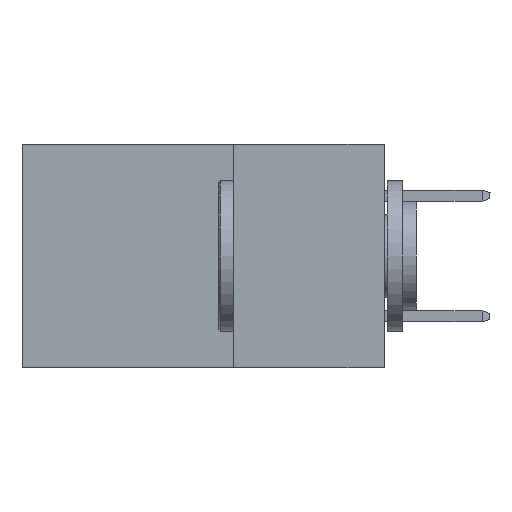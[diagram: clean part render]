
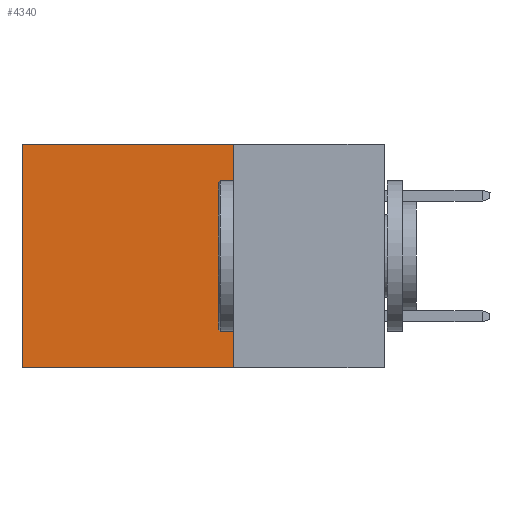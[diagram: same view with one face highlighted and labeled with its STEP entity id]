
A CAD part, left-side view. The second image highlights one B-rep face of the part: STEP entity #4340.
In plain terms, the highlighted planar face has unit normal (-1, 0, 0).
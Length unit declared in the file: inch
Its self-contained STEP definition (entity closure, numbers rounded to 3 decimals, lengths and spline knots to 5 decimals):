
#113 = CARTESIAN_POINT ( 'NONE',  ( 0.298, 0.6, 0. ) ) ;
#515 = DIRECTION ( 'NONE',  ( 0., 0., -1. ) ) ;
#767 = CARTESIAN_POINT ( 'NONE',  ( 0.298, 0.25, 0. ) ) ;
#1074 = ORIENTED_EDGE ( 'NONE', *, *, #8595, .F. ) ;
#2559 = VERTEX_POINT ( 'NONE', #4372 ) ;
#2643 = DIRECTION ( 'NONE',  ( 0., 1., 0. ) ) ;
#3112 = ORIENTED_EDGE ( 'NONE', *, *, #3782, .T. ) ;
#3782 = EDGE_CURVE ( 'NONE', #8415, #2559, #8613, .T. ) ;
#3843 = VERTEX_POINT ( 'NONE', #7134 ) ;
#4072 = VERTEX_POINT ( 'NONE', #6349 ) ;
#4340 = ADVANCED_FACE ( 'NONE', ( #4790 ), #10404, .F. ) ;
#4372 = CARTESIAN_POINT ( 'NONE',  ( 0.298, 0.6, -0.37 ) ) ;
#4790 = FACE_OUTER_BOUND ( 'NONE', #10566, .T. ) ;
#4932 = VECTOR ( 'NONE', #10739, 39.37008 ) ;
#4970 = CARTESIAN_POINT ( 'NONE',  ( 0.298, 0.25, -0.37 ) ) ;
#5102 = LINE ( 'NONE', #9255, #9056 ) ;
#5405 = LINE ( 'NONE', #4970, #9497 ) ;
#6225 = CARTESIAN_POINT ( 'NONE',  ( 0.298, 0.25, 0. ) ) ;
#6349 = CARTESIAN_POINT ( 'NONE',  ( 0.298, 0.25, 0. ) ) ;
#6469 = EDGE_CURVE ( 'NONE', #4072, #8415, #11009, .T. ) ;
#6477 = AXIS2_PLACEMENT_3D ( 'NONE', #767, #8670, #9971 ) ;
#7134 = CARTESIAN_POINT ( 'NONE',  ( 0.298, 0.25, -0.37 ) ) ;
#7513 = EDGE_CURVE ( 'NONE', #3843, #2559, #5405, .T. ) ;
#8312 = ORIENTED_EDGE ( 'NONE', *, *, #7513, .F. ) ;
#8415 = VERTEX_POINT ( 'NONE', #113 ) ;
#8433 = DIRECTION ( 'NONE',  ( 0., 1., 0. ) ) ;
#8595 = EDGE_CURVE ( 'NONE', #4072, #3843, #5102, .T. ) ;
#8613 = LINE ( 'NONE', #8726, #4932 ) ;
#8670 = DIRECTION ( 'NONE',  ( 1., 0., 0. ) ) ;
#8726 = CARTESIAN_POINT ( 'NONE',  ( 0.298, 0.6, 0. ) ) ;
#9056 = VECTOR ( 'NONE', #515, 39.37008 ) ;
#9114 = VECTOR ( 'NONE', #2643, 39.37008 ) ;
#9255 = CARTESIAN_POINT ( 'NONE',  ( 0.298, 0.25, 0. ) ) ;
#9497 = VECTOR ( 'NONE', #8433, 39.37008 ) ;
#9971 = DIRECTION ( 'NONE',  ( 0., 0., -1. ) ) ;
#10002 = ORIENTED_EDGE ( 'NONE', *, *, #6469, .T. ) ;
#10404 = PLANE ( 'NONE',  #6477 ) ;
#10566 = EDGE_LOOP ( 'NONE', ( #3112, #8312, #1074, #10002 ) ) ;
#10739 = DIRECTION ( 'NONE',  ( 0., 0., -1. ) ) ;
#11009 = LINE ( 'NONE', #6225, #9114 ) ;
